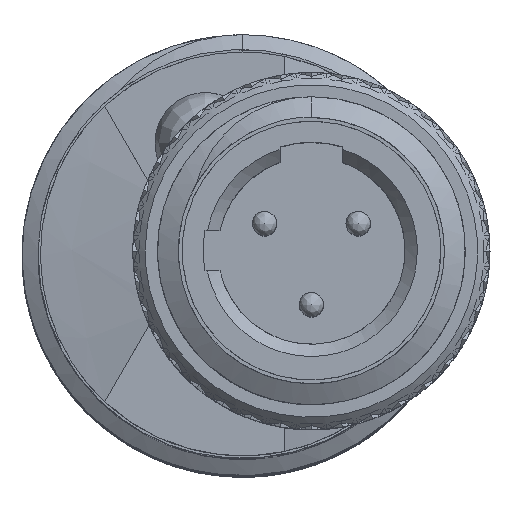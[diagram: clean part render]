
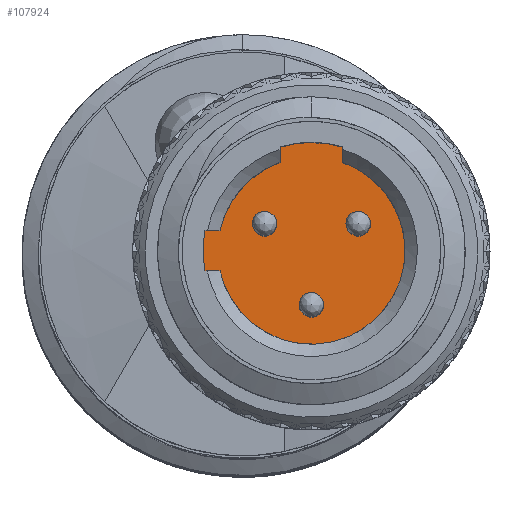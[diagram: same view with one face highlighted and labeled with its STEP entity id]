
A CAD part, top view. The second image highlights one B-rep face of the part: STEP entity #107924.
In plain terms, the highlighted free-form (B-spline) face has degree [1, 1] with [2, 2] control points.
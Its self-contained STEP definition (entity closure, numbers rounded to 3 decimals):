
#107246=CARTESIAN_POINT('',(4.075,4.211,145.642));
#107247=VERTEX_POINT('',#107246);
#107253=CARTESIAN_POINT('',(4.075,3.58,145.642));
#107254=VERTEX_POINT('',#107253);
#107255=CARTESIAN_POINT('',(4.075,3.58,145.642));
#107256=CARTESIAN_POINT('',(4.075,4.211,145.642));
#107257=B_SPLINE_CURVE_WITH_KNOTS('',1,(#107255,#107256),.POLYLINE_FORM.,.F.,.U.,(2,2),(0.,1.),.UNSPECIFIED.);
#107258=EDGE_CURVE('',#107254,#107247,#107257,.T.);
#107306=CARTESIAN_POINT('',(1.525,4.211,145.642));
#107307=VERTEX_POINT('',#107306);
#107313=CARTESIAN_POINT('',(4.075,4.211,145.642));
#107314=CARTESIAN_POINT('',(2.8,4.597,145.642));
#107315=CARTESIAN_POINT('',(1.525,4.211,145.642));
#107316=(BOUNDED_CURVE()B_SPLINE_CURVE(2,(#107313,#107314,#107315),.CIRCULAR_ARC.,.F.,.U.)B_SPLINE_CURVE_WITH_KNOTS((3,3),(0.,1.),.UNSPECIFIED.)CURVE()GEOMETRIC_REPRESENTATION_ITEM()RATIONAL_B_SPLINE_CURVE((1.,0.957,1.))REPRESENTATION_ITEM(''));
#107317=EDGE_CURVE('',#107247,#107307,#107316,.T.);
#107351=CARTESIAN_POINT('',(1.525,3.58,145.642));
#107352=VERTEX_POINT('',#107351);
#107358=CARTESIAN_POINT('',(1.525,4.211,145.642));
#107359=CARTESIAN_POINT('',(1.525,3.58,145.642));
#107360=B_SPLINE_CURVE_WITH_KNOTS('',1,(#107358,#107359),.POLYLINE_FORM.,.F.,.U.,(2,2),(0.,1.),.UNSPECIFIED.);
#107361=EDGE_CURVE('',#107307,#107352,#107360,.T.);
#107423=CARTESIAN_POINT('',(-1.522,0.825,145.642));
#107424=VERTEX_POINT('',#107423);
#107430=CARTESIAN_POINT('',(-0.909,0.825,145.642));
#107431=VERTEX_POINT('',#107430);
#107432=CARTESIAN_POINT('',(-0.909,0.825,145.642));
#107433=CARTESIAN_POINT('',(-1.522,0.825,145.642));
#107434=B_SPLINE_CURVE_WITH_KNOTS('',1,(#107432,#107433),.POLYLINE_FORM.,.F.,.U.,(2,2),(0.,1.),.UNSPECIFIED.);
#107435=EDGE_CURVE('',#107431,#107424,#107434,.T.);
#107483=CARTESIAN_POINT('',(-1.522,-0.825,145.642));
#107484=VERTEX_POINT('',#107483);
#107490=CARTESIAN_POINT('',(-1.522,0.825,145.642));
#107491=CARTESIAN_POINT('',(-1.679,0.,145.642));
#107492=CARTESIAN_POINT('',(-1.522,-0.825,145.642));
#107493=(BOUNDED_CURVE()B_SPLINE_CURVE(2,(#107490,#107491,#107492),.CIRCULAR_ARC.,.F.,.U.)B_SPLINE_CURVE_WITH_KNOTS((3,3),(0.,1.),.UNSPECIFIED.)CURVE()GEOMETRIC_REPRESENTATION_ITEM()RATIONAL_B_SPLINE_CURVE((1.,0.982,1.))REPRESENTATION_ITEM(''));
#107494=EDGE_CURVE('',#107424,#107484,#107493,.T.);
#107520=CARTESIAN_POINT('',(-0.909,-0.825,145.642));
#107521=VERTEX_POINT('',#107520);
#107527=CARTESIAN_POINT('',(-1.522,-0.825,145.642));
#107528=CARTESIAN_POINT('',(-0.909,-0.825,145.642));
#107529=B_SPLINE_CURVE_WITH_KNOTS('',1,(#107527,#107528),.POLYLINE_FORM.,.F.,.U.,(2,2),(0.,1.),.UNSPECIFIED.);
#107530=EDGE_CURVE('',#107484,#107521,#107529,.T.);
#107846=CARTESIAN_POINT('',(-0.909,-0.825,145.642));
#107847=CARTESIAN_POINT('',(0.489,-7.113,145.642));
#107848=CARTESIAN_POINT('',(5.316,-2.847,145.642));
#107849=CARTESIAN_POINT('',(10.143,1.418,145.642));
#107850=CARTESIAN_POINT('',(4.075,3.58,145.642));
#107851=(BOUNDED_CURVE()B_SPLINE_CURVE(2,(#107846,#107847,#107848,#107849,#107850),.CIRCULAR_ARC.,.F.,.U.)B_SPLINE_CURVE_WITH_KNOTS((3,2,3),(0.,0.5,1.),.UNSPECIFIED.)CURVE()GEOMETRIC_REPRESENTATION_ITEM()RATIONAL_B_SPLINE_CURVE((1.,0.508,1.,0.508,1.))REPRESENTATION_ITEM(''));
#107852=EDGE_CURVE('',#107521,#107254,#107851,.T.);
#107860=CARTESIAN_POINT('',(-5.458,-7.24,145.642));
#107861=CARTESIAN_POINT('',(-5.458,7.24,145.642));
#107862=CARTESIAN_POINT('',(9.022,-7.24,145.642));
#107863=CARTESIAN_POINT('',(9.022,7.24,145.642));
#107864=B_SPLINE_SURFACE_WITH_KNOTS('',1,1,((#107860,#107861),(#107862,#107863)),.PLANE_SURF.,.F.,.F.,.U.,(2,2),(2,2),(0.,1.),(0.,1.),.UNSPECIFIED.);
#107865=ORIENTED_EDGE('',*,*,#107435,.T.);
#107866=ORIENTED_EDGE('',*,*,#107494,.T.);
#107867=ORIENTED_EDGE('',*,*,#107530,.T.);
#107868=ORIENTED_EDGE('',*,*,#107852,.T.);
#107869=ORIENTED_EDGE('',*,*,#107258,.T.);
#107870=ORIENTED_EDGE('',*,*,#107317,.T.);
#107871=ORIENTED_EDGE('',*,*,#107361,.T.);
#107872=CARTESIAN_POINT('',(1.525,3.58,145.642));
#107873=CARTESIAN_POINT('',(1.199,3.464,145.642));
#107874=CARTESIAN_POINT('',(0.9,3.291,145.642));
#107875=CARTESIAN_POINT('',(-0.547,2.456,145.642));
#107876=CARTESIAN_POINT('',(-0.909,0.825,145.642));
#107877=(BOUNDED_CURVE()B_SPLINE_CURVE(2,(#107872,#107873,#107874,#107875,#107876),.CIRCULAR_ARC.,.F.,.U.)B_SPLINE_CURVE_WITH_KNOTS((3,2,3),(0.532,0.565,0.7),.UNSPECIFIED.)CURVE()GEOMETRIC_REPRESENTATION_ITEM()RATIONAL_B_SPLINE_CURVE((0.91,0.95,1.,0.798,0.759))REPRESENTATION_ITEM(''));
#107878=EDGE_CURVE('',#107352,#107431,#107877,.T.);
#107879=ORIENTED_EDGE('',*,*,#107878,.T.);
#107880=EDGE_LOOP('',(#107865,#107866,#107867,#107868,#107869,#107870,#107871,#107879));
#107881=FACE_OUTER_BOUND('',#107880,.T.);
#107882=CARTESIAN_POINT('',(0.399,1.098,145.642));
#107883=VERTEX_POINT('',#107882);
#107884=CARTESIAN_POINT('',(0.399,1.098,145.642));
#107885=CARTESIAN_POINT('',(0.399,1.964,145.642));
#107886=CARTESIAN_POINT('',(1.149,1.531,145.642));
#107887=CARTESIAN_POINT('',(1.899,1.098,145.642));
#107888=CARTESIAN_POINT('',(1.149,0.664,145.642));
#107889=CARTESIAN_POINT('',(0.399,0.231,145.642));
#107890=CARTESIAN_POINT('',(0.399,1.098,145.642));
#107891=(BOUNDED_CURVE()B_SPLINE_CURVE(2,(#107884,#107885,#107886,#107887,#107888,#107889,#107890),.CIRCULAR_ARC.,.T.,.U.)B_SPLINE_CURVE_WITH_KNOTS((3,2,2,3),(0.,0.333,0.667,1.),.UNSPECIFIED.)CURVE()GEOMETRIC_REPRESENTATION_ITEM()RATIONAL_B_SPLINE_CURVE((1.,0.5,1.,0.5,1.,0.5,1.))REPRESENTATION_ITEM(''));
#107892=EDGE_CURVE('',#107883,#107883,#107891,.T.);
#107893=ORIENTED_EDGE('',*,*,#107892,.T.);
#107894=EDGE_LOOP('',(#107893));
#107895=FACE_BOUND('',#107894,.T.);
#107896=CARTESIAN_POINT('',(4.201,1.098,145.642));
#107897=VERTEX_POINT('',#107896);
#107898=CARTESIAN_POINT('',(4.201,1.098,145.642));
#107899=CARTESIAN_POINT('',(4.201,1.964,145.642));
#107900=CARTESIAN_POINT('',(4.951,1.531,145.642));
#107901=CARTESIAN_POINT('',(5.701,1.098,145.642));
#107902=CARTESIAN_POINT('',(4.951,0.664,145.642));
#107903=CARTESIAN_POINT('',(4.201,0.231,145.642));
#107904=CARTESIAN_POINT('',(4.201,1.098,145.642));
#107905=(BOUNDED_CURVE()B_SPLINE_CURVE(2,(#107898,#107899,#107900,#107901,#107902,#107903,#107904),.CIRCULAR_ARC.,.T.,.U.)B_SPLINE_CURVE_WITH_KNOTS((3,2,2,3),(0.,0.333,0.667,1.),.UNSPECIFIED.)CURVE()GEOMETRIC_REPRESENTATION_ITEM()RATIONAL_B_SPLINE_CURVE((1.,0.5,1.,0.5,1.,0.5,1.))REPRESENTATION_ITEM(''));
#107906=EDGE_CURVE('',#107897,#107897,#107905,.T.);
#107907=ORIENTED_EDGE('',*,*,#107906,.T.);
#107908=EDGE_LOOP('',(#107907));
#107909=FACE_BOUND('',#107908,.T.);
#107910=CARTESIAN_POINT('',(2.3,-2.195,145.642));
#107911=VERTEX_POINT('',#107910);
#107912=CARTESIAN_POINT('',(2.3,-2.195,145.642));
#107913=CARTESIAN_POINT('',(2.3,-1.329,145.642));
#107914=CARTESIAN_POINT('',(3.05,-1.762,145.642));
#107915=CARTESIAN_POINT('',(3.8,-2.195,145.642));
#107916=CARTESIAN_POINT('',(3.05,-2.628,145.642));
#107917=CARTESIAN_POINT('',(2.3,-3.061,145.642));
#107918=CARTESIAN_POINT('',(2.3,-2.195,145.642));
#107919=(BOUNDED_CURVE()B_SPLINE_CURVE(2,(#107912,#107913,#107914,#107915,#107916,#107917,#107918),.CIRCULAR_ARC.,.T.,.U.)B_SPLINE_CURVE_WITH_KNOTS((3,2,2,3),(0.,0.333,0.667,1.),.UNSPECIFIED.)CURVE()GEOMETRIC_REPRESENTATION_ITEM()RATIONAL_B_SPLINE_CURVE((1.,0.5,1.,0.5,1.,0.5,1.))REPRESENTATION_ITEM(''));
#107920=EDGE_CURVE('',#107911,#107911,#107919,.T.);
#107921=ORIENTED_EDGE('',*,*,#107920,.T.);
#107922=EDGE_LOOP('',(#107921));
#107923=FACE_BOUND('',#107922,.T.);
#107924=ADVANCED_FACE('',(#107881,#107895,#107909,#107923),#107864,.T.);
